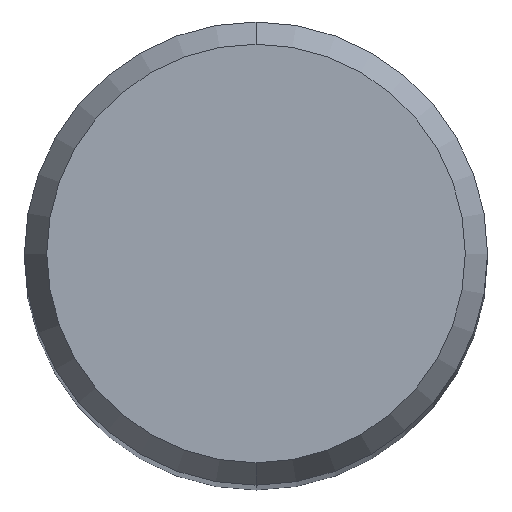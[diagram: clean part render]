
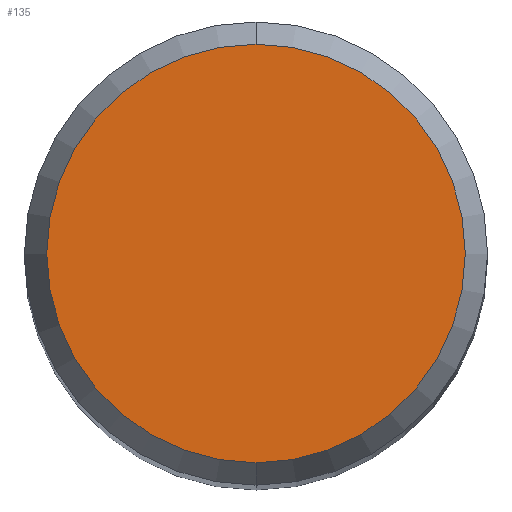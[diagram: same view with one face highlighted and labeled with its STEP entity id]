
A CAD part, top view. The second image highlights one B-rep face of the part: STEP entity #135.
In plain terms, the highlighted planar face has unit normal (0, 0, 1).
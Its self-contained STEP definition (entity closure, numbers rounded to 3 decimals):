
#133=EDGE_CURVE('',#195,#139,#289,.T.);
#135=ADVANCED_FACE('',(#291),#292,.T.);
#139=VERTEX_POINT('',#297);
#171=EDGE_CURVE('',#139,#195,#332,.T.);
#195=VERTEX_POINT('',#358);
#289=CIRCLE('',#455,4.304);
#291=FACE_OUTER_BOUND('',#457,.T.);
#292=PLANE('',#458);
#297=CARTESIAN_POINT('',(0.0,4.304,0.0));
#332=CIRCLE('',#511,4.304);
#358=CARTESIAN_POINT('',(0.,-4.304,0.0));
#455=AXIS2_PLACEMENT_3D('',#649,#650,#651);
#457=EDGE_LOOP('',(#653,#654));
#458=AXIS2_PLACEMENT_3D('',#655,#656,#657);
#511=AXIS2_PLACEMENT_3D('',#705,#706,#707);
#649=CARTESIAN_POINT('',(0.0,0.0,0.0));
#650=DIRECTION('',(0.0,0.0,-1.0));
#651=DIRECTION('',(0.0,1.0,0.0));
#653=ORIENTED_EDGE('',*,*,#171,.F.);
#654=ORIENTED_EDGE('',*,*,#133,.F.);
#655=CARTESIAN_POINT('',(0.0,2.152,0.0));
#656=DIRECTION('',(-0.0,0.0,1.0));
#657=DIRECTION('',(0.0,-1.0,0.0));
#705=CARTESIAN_POINT('',(0.0,0.0,0.0));
#706=DIRECTION('',(0.0,0.0,-1.0));
#707=DIRECTION('',(0.0,1.0,0.0));
